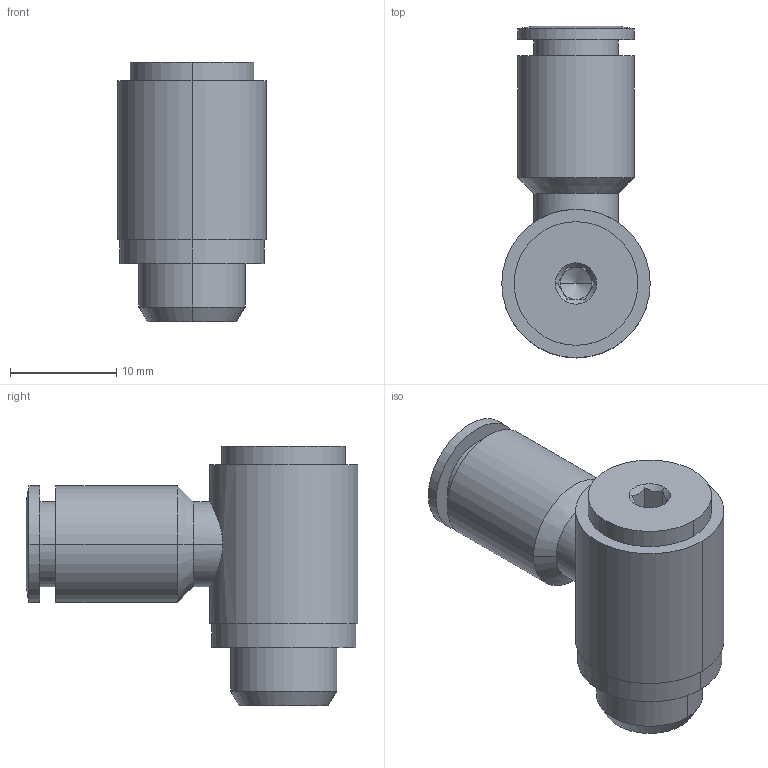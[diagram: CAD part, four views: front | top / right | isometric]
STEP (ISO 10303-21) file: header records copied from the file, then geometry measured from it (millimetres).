
FILE_DESCRIPTION((''),'2;1');
FILE_NAME('150618.stp','2003-05-26T16:56:12',('maffial1'),(''),'Autodesk Inventor (R) 6.0','Autodesk Inventor (R) 6.0','');
FILE_SCHEMA(('AUTOMOTIVE_DESIGN { 1 0 10303 214 1 1 1 1 }'));
Length unit declared in the file: millimetre
Products named in the file (1): 150618
Bounding box: 14 x 31.3 x 24.5 mm (x, y, z)
Volume: 3716.8 mm3; surface area: 2689.9 mm2
Topology: 1 solids, 1 shells, 59 faces, 137 edges, 84 vertices
Faces by surface type: plane 20, cylinder 18, bspline 15, cone 6
Entity records: 1903 total; most frequent: CARTESIAN_POINT 604, ORIENTED_EDGE 268, DIRECTION 263, EDGE_CURVE 134, AXIS2_PLACEMENT_3D 103, VERTEX_POINT 84, EDGE_LOOP 68, FACE_OUTER_BOUND 59
